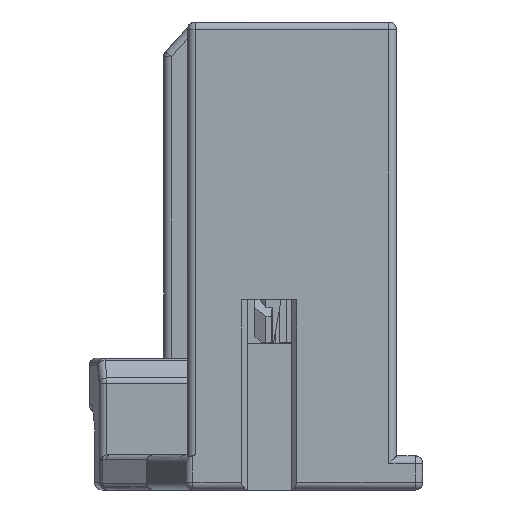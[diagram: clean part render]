
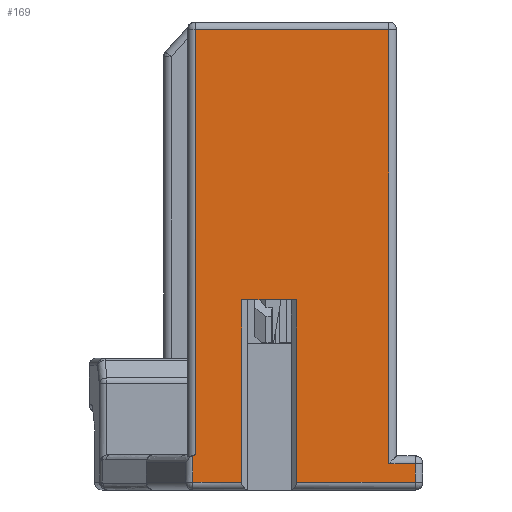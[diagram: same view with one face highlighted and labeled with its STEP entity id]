
A CAD part, left-side view. The second image highlights one B-rep face of the part: STEP entity #169.
In plain terms, the highlighted planar face has unit normal (-1, 0, 0).
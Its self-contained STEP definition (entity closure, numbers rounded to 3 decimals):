
#30=CARTESIAN_POINT('',(-16.95,5.413,-0.775));
#31=DIRECTION('',(0.,0.,-1.));
#32=DIRECTION('',(-1.,-0.,-0.));
#33=AXIS2_PLACEMENT_3D('',#30,#32,#31);
#34=PLANE('',#33);
#35=CARTESIAN_POINT('',(-16.95,8.25,-11.075));
#36=VERTEX_POINT('',#35);
#37=CARTESIAN_POINT('',(-16.95,8.25,-2.775));
#38=VERTEX_POINT('',#37);
#39=CARTESIAN_POINT('',(-16.95,8.25,-11.075));
#40=CARTESIAN_POINT('',(-16.95,8.25,-9.415));
#41=CARTESIAN_POINT('',(-16.95,8.25,-7.755));
#42=CARTESIAN_POINT('',(-16.95,8.25,-6.095));
#43=CARTESIAN_POINT('',(-16.95,8.25,-4.435));
#44=CARTESIAN_POINT('',(-16.95,8.25,-2.775));
#45=B_SPLINE_CURVE_WITH_KNOTS('',5,(#39,#40,#41,#42,#43,#44),.UNSPECIFIED.,.F.,.U.,(6,6),(0.,8.3),.UNSPECIFIED.);
#46=EDGE_CURVE('',#36,#38,#45,.T.);
#47=ORIENTED_EDGE('',*,*,#46,.T.);
#48=CARTESIAN_POINT('',(-16.95,5.75,-2.775));
#49=VERTEX_POINT('',#48);
#50=CARTESIAN_POINT('',(-16.95,8.25,-2.775));
#51=CARTESIAN_POINT('',(-16.95,7.75,-2.775));
#52=CARTESIAN_POINT('',(-16.95,7.25,-2.775));
#53=CARTESIAN_POINT('',(-16.95,6.75,-2.775));
#54=CARTESIAN_POINT('',(-16.95,6.25,-2.775));
#55=CARTESIAN_POINT('',(-16.95,5.75,-2.775));
#56=B_SPLINE_CURVE_WITH_KNOTS('',5,(#50,#51,#52,#53,#54,#55),.UNSPECIFIED.,.F.,.U.,(6,6),(0.,2.5),.UNSPECIFIED.);
#57=EDGE_CURVE('',#38,#49,#56,.T.);
#58=ORIENTED_EDGE('',*,*,#57,.T.);
#59=CARTESIAN_POINT('',(-16.95,5.75,-11.075));
#60=VERTEX_POINT('',#59);
#61=CARTESIAN_POINT('',(-16.95,5.75,-2.775));
#62=CARTESIAN_POINT('',(-16.95,5.75,-4.435));
#63=CARTESIAN_POINT('',(-16.95,5.75,-6.095));
#64=CARTESIAN_POINT('',(-16.95,5.75,-7.755));
#65=CARTESIAN_POINT('',(-16.95,5.75,-9.415));
#66=CARTESIAN_POINT('',(-16.95,5.75,-11.075));
#67=B_SPLINE_CURVE_WITH_KNOTS('',5,(#61,#62,#63,#64,#65,#66),.UNSPECIFIED.,.F.,.U.,(6,6),(0.,8.3),.UNSPECIFIED.);
#68=EDGE_CURVE('',#49,#60,#67,.T.);
#69=ORIENTED_EDGE('',*,*,#68,.T.);
#70=CARTESIAN_POINT('',(-16.95,0.35,-11.075));
#71=VERTEX_POINT('',#70);
#72=CARTESIAN_POINT('',(-16.95,5.75,-11.075));
#73=CARTESIAN_POINT('',(-16.95,4.67,-11.075));
#74=CARTESIAN_POINT('',(-16.95,3.59,-11.075));
#75=CARTESIAN_POINT('',(-16.95,2.51,-11.075));
#76=CARTESIAN_POINT('',(-16.95,1.43,-11.075));
#77=CARTESIAN_POINT('',(-16.95,0.35,-11.075));
#78=B_SPLINE_CURVE_WITH_KNOTS('',5,(#72,#73,#74,#75,#76,#77),.UNSPECIFIED.,.F.,.U.,(6,6),(0.,5.4),.UNSPECIFIED.);
#79=EDGE_CURVE('',#60,#71,#78,.T.);
#80=ORIENTED_EDGE('',*,*,#79,.T.);
#81=CARTESIAN_POINT('',(-16.95,0.35,-10.225));
#82=VERTEX_POINT('',#81);
#83=CARTESIAN_POINT('',(-16.95,0.35,-11.075));
#84=CARTESIAN_POINT('',(-16.95,0.35,-10.905));
#85=CARTESIAN_POINT('',(-16.95,0.35,-10.735));
#86=CARTESIAN_POINT('',(-16.95,0.35,-10.565));
#87=CARTESIAN_POINT('',(-16.95,0.35,-10.395));
#88=CARTESIAN_POINT('',(-16.95,0.35,-10.225));
#89=B_SPLINE_CURVE_WITH_KNOTS('',5,(#83,#84,#85,#86,#87,#88),.UNSPECIFIED.,.F.,.U.,(6,6),(0.,0.85),.UNSPECIFIED.);
#90=EDGE_CURVE('',#71,#82,#89,.T.);
#91=ORIENTED_EDGE('',*,*,#90,.T.);
#92=CARTESIAN_POINT('',(-16.95,1.55,-10.225));
#93=VERTEX_POINT('',#92);
#94=CARTESIAN_POINT('',(-16.95,0.35,-10.225));
#95=CARTESIAN_POINT('',(-16.95,0.59,-10.225));
#96=CARTESIAN_POINT('',(-16.95,0.83,-10.225));
#97=CARTESIAN_POINT('',(-16.95,1.07,-10.225));
#98=CARTESIAN_POINT('',(-16.95,1.31,-10.225));
#99=CARTESIAN_POINT('',(-16.95,1.55,-10.225));
#100=B_SPLINE_CURVE_WITH_KNOTS('',5,(#94,#95,#96,#97,#98,#99),.UNSPECIFIED.,.F.,.U.,(6,6),(0.,1.2),.UNSPECIFIED.);
#101=EDGE_CURVE('',#82,#93,#100,.T.);
#102=ORIENTED_EDGE('',*,*,#101,.T.);
#103=CARTESIAN_POINT('',(-16.95,1.55,9.525));
#104=VERTEX_POINT('',#103);
#105=CARTESIAN_POINT('',(-16.95,1.55,-10.225));
#106=CARTESIAN_POINT('',(-16.95,1.55,-6.275));
#107=CARTESIAN_POINT('',(-16.95,1.55,-2.325));
#108=CARTESIAN_POINT('',(-16.95,1.55,1.625));
#109=CARTESIAN_POINT('',(-16.95,1.55,5.575));
#110=CARTESIAN_POINT('',(-16.95,1.55,9.525));
#111=B_SPLINE_CURVE_WITH_KNOTS('',5,(#105,#106,#107,#108,#109,#110),.UNSPECIFIED.,.F.,.U.,(6,6),(0.,19.75),.UNSPECIFIED.);
#112=EDGE_CURVE('',#93,#104,#111,.T.);
#113=ORIENTED_EDGE('',*,*,#112,.T.);
#114=CARTESIAN_POINT('',(-16.95,10.35,9.525));
#115=VERTEX_POINT('',#114);
#116=CARTESIAN_POINT('',(-16.95,1.55,9.525));
#117=CARTESIAN_POINT('',(-16.95,3.31,9.525));
#118=CARTESIAN_POINT('',(-16.95,5.07,9.525));
#119=CARTESIAN_POINT('',(-16.95,6.83,9.525));
#120=CARTESIAN_POINT('',(-16.95,8.59,9.525));
#121=CARTESIAN_POINT('',(-16.95,10.35,9.525));
#122=B_SPLINE_CURVE_WITH_KNOTS('',5,(#116,#117,#118,#119,#120,#121),.UNSPECIFIED.,.F.,.U.,(6,6),(0.,8.8),.UNSPECIFIED.);
#123=EDGE_CURVE('',#104,#115,#122,.T.);
#124=ORIENTED_EDGE('',*,*,#123,.T.);
#125=CARTESIAN_POINT('',(-16.95,10.35,-9.826));
#126=VERTEX_POINT('',#125);
#127=CARTESIAN_POINT('',(-16.95,10.35,9.525));
#128=CARTESIAN_POINT('',(-16.95,10.35,5.655));
#129=CARTESIAN_POINT('',(-16.95,10.35,1.784));
#130=CARTESIAN_POINT('',(-16.95,10.35,-2.086));
#131=CARTESIAN_POINT('',(-16.95,10.35,-5.956));
#132=CARTESIAN_POINT('',(-16.95,10.35,-9.826));
#133=B_SPLINE_CURVE_WITH_KNOTS('',5,(#127,#128,#129,#130,#131,#132),.UNSPECIFIED.,.F.,.U.,(6,6),(0.,19.351),.UNSPECIFIED.);
#134=EDGE_CURVE('',#115,#126,#133,.T.);
#135=ORIENTED_EDGE('',*,*,#134,.T.);
#136=CARTESIAN_POINT('',(-16.95,10.475,-9.856));
#137=VERTEX_POINT('',#136);
#138=CARTESIAN_POINT('',(-16.95,10.35,-9.826));
#139=CARTESIAN_POINT('',(-16.95,10.376,-9.828));
#140=CARTESIAN_POINT('',(-16.95,10.401,-9.833));
#141=CARTESIAN_POINT('',(-16.95,10.426,-9.839));
#142=CARTESIAN_POINT('',(-16.95,10.451,-9.847));
#143=CARTESIAN_POINT('',(-16.95,10.475,-9.856));
#144=B_SPLINE_CURVE_WITH_KNOTS('',5,(#138,#139,#140,#141,#142,#143),.UNSPECIFIED.,.F.,.U.,(6,6),(0.,0.311),.UNSPECIFIED.);
#145=EDGE_CURVE('',#126,#137,#144,.T.);
#146=ORIENTED_EDGE('',*,*,#145,.T.);
#147=CARTESIAN_POINT('',(-16.95,10.475,-11.075));
#148=VERTEX_POINT('',#147);
#149=CARTESIAN_POINT('',(-16.95,10.475,-9.856));
#150=CARTESIAN_POINT('',(-16.95,10.475,-10.1));
#151=CARTESIAN_POINT('',(-16.95,10.475,-10.344));
#152=CARTESIAN_POINT('',(-16.95,10.475,-10.588));
#153=CARTESIAN_POINT('',(-16.95,10.475,-10.831));
#154=CARTESIAN_POINT('',(-16.95,10.475,-11.075));
#155=B_SPLINE_CURVE_WITH_KNOTS('',5,(#149,#150,#151,#152,#153,#154),.UNSPECIFIED.,.F.,.U.,(6,6),(0.,1.219),.UNSPECIFIED.);
#156=EDGE_CURVE('',#137,#148,#155,.T.);
#157=ORIENTED_EDGE('',*,*,#156,.T.);
#158=CARTESIAN_POINT('',(-16.95,10.475,-11.075));
#159=CARTESIAN_POINT('',(-16.95,10.03,-11.075));
#160=CARTESIAN_POINT('',(-16.95,9.585,-11.075));
#161=CARTESIAN_POINT('',(-16.95,9.14,-11.075));
#162=CARTESIAN_POINT('',(-16.95,8.695,-11.075));
#163=CARTESIAN_POINT('',(-16.95,8.25,-11.075));
#164=B_SPLINE_CURVE_WITH_KNOTS('',5,(#158,#159,#160,#161,#162,#163),.UNSPECIFIED.,.F.,.U.,(6,6),(0.,2.225),.UNSPECIFIED.);
#165=EDGE_CURVE('',#148,#36,#164,.T.);
#166=ORIENTED_EDGE('',*,*,#165,.T.);
#167=EDGE_LOOP('',(#47,#58,#69,#80,#91,#102,#113,#124,#135,#146,#157,#166));
#168=FACE_OUTER_BOUND('',#167,.T.);
#169=ADVANCED_FACE('',(#168),#34,.T.);
